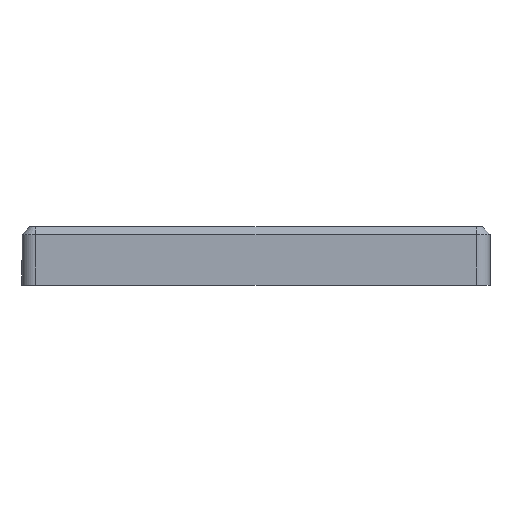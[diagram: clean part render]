
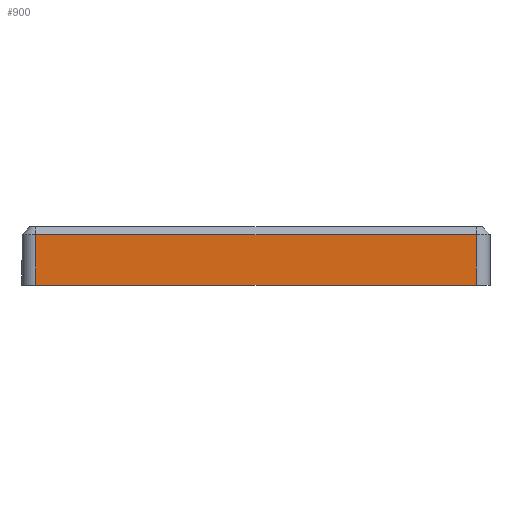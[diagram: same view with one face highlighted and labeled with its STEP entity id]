
A CAD part, front view. The second image highlights one B-rep face of the part: STEP entity #900.
In plain terms, the highlighted planar face has unit normal (0, -1, 0).
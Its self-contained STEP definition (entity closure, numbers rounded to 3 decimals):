
#687=CARTESIAN_POINT('',(-56.5,-80.0,5.5));
#688=VERTEX_POINT('',#687);
#712=CARTESIAN_POINT('',(56.5,-80.,5.5));
#713=VERTEX_POINT('',#712);
#722=CARTESIAN_POINT('',(-56.5,-80.,5.5));
#723=DIRECTION('',(1.0,0.0,0.0));
#724=VECTOR('',#723,113.);
#725=LINE('',#722,#724);
#726=EDGE_CURVE('',#688,#713,#725,.T.);
#858=CARTESIAN_POINT('',(56.5,-80.,-7.5));
#859=VERTEX_POINT('',#858);
#860=CARTESIAN_POINT('',(56.5,-80.,5.5));
#861=DIRECTION('',(0.0,0.0,-1.0));
#862=VECTOR('',#861,13.0);
#863=LINE('',#860,#862);
#864=EDGE_CURVE('',#713,#859,#863,.T.);
#877=CARTESIAN_POINT('',(60.,-80.,0.0));
#878=DIRECTION('',(0.0,-1.0,0.0));
#879=DIRECTION('',(0.0,0.0,-1.0));
#880=AXIS2_PLACEMENT_3D('',#877,#878,#879);
#881=PLANE('',#880);
#882=ORIENTED_EDGE('',*,*,#726,.F.);
#883=CARTESIAN_POINT('',(-56.5,-80.0,-7.5));
#884=VERTEX_POINT('',#883);
#885=CARTESIAN_POINT('',(-56.5,-80.0,-7.5));
#886=DIRECTION('',(0.0,0.0,1.0));
#887=VECTOR('',#886,13.0);
#888=LINE('',#885,#887);
#889=EDGE_CURVE('',#884,#688,#888,.T.);
#890=ORIENTED_EDGE('',*,*,#889,.F.);
#891=CARTESIAN_POINT('',(-56.5,-80.0,-7.5));
#892=DIRECTION('',(1.0,0.0,0.0));
#893=VECTOR('',#892,113.);
#894=LINE('',#891,#893);
#895=EDGE_CURVE('',#884,#859,#894,.T.);
#896=ORIENTED_EDGE('',*,*,#895,.T.);
#897=ORIENTED_EDGE('',*,*,#864,.F.);
#898=EDGE_LOOP('',(#882,#890,#896,#897));
#899=FACE_OUTER_BOUND('',#898,.T.);
#900=ADVANCED_FACE('',(#899),#881,.T.);
